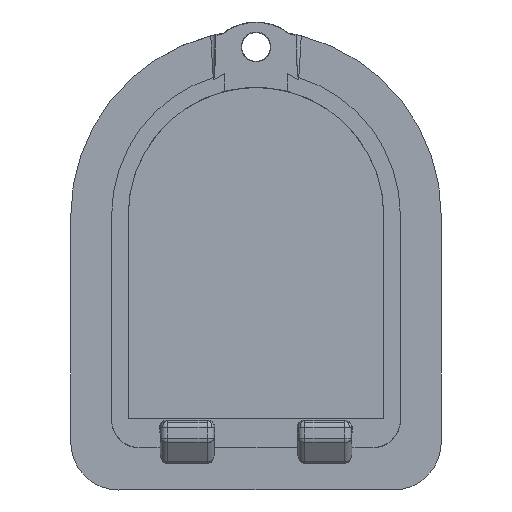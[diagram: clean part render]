
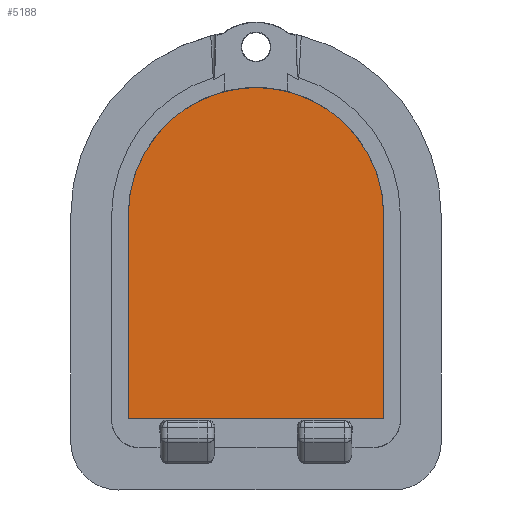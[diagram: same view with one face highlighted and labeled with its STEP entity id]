
A CAD part, top view. The second image highlights one B-rep face of the part: STEP entity #5188.
In plain terms, the highlighted planar face has unit normal (0, 0, 1).
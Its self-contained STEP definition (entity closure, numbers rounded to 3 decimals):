
#70 = DIRECTION ( 'NONE',  ( 1., 0., 0. ) ) ;
#209 = LINE ( 'NONE', #10835, #2959 ) ;
#439 = FACE_OUTER_BOUND ( 'NONE', #11284, .T. ) ;
#554 = DIRECTION ( 'NONE',  ( 1., 0., 0. ) ) ;
#798 = VERTEX_POINT ( 'NONE', #3110 ) ;
#893 = DIRECTION ( 'NONE',  ( 0., 0., 1. ) ) ;
#1413 = DIRECTION ( 'NONE',  ( 0., 0., 1. ) ) ;
#1578 = CARTESIAN_POINT ( 'NONE',  ( 9.109, -15.793, 5.65 ) ) ;
#1699 = ORIENTED_EDGE ( 'NONE', *, *, #5719, .T. ) ;
#1715 = VERTEX_POINT ( 'NONE', #5788 ) ;
#1855 = AXIS2_PLACEMENT_3D ( 'NONE', #6341, #3515, #554 ) ;
#1967 = ORIENTED_EDGE ( 'NONE', *, *, #9765, .T. ) ;
#2006 = CARTESIAN_POINT ( 'NONE',  ( 5., -15.793, 5.65 ) ) ;
#2021 = VERTEX_POINT ( 'NONE', #3007 ) ;
#2175 = LINE ( 'NONE', #8098, #7827 ) ;
#2215 = CIRCLE ( 'NONE', #1855, 0.5 ) ;
#2721 = VERTEX_POINT ( 'NONE', #5217 ) ;
#2842 = LINE ( 'NONE', #2006, #12161 ) ;
#2959 = VECTOR ( 'NONE', #6984, 1000. ) ;
#3007 = CARTESIAN_POINT ( 'NONE',  ( -9.109, -15.793, 5.65 ) ) ;
#3045 = CARTESIAN_POINT ( 'NONE',  ( 0., -15.793, 5.65 ) ) ;
#3110 = CARTESIAN_POINT ( 'NONE',  ( -9.3, 0., 5.65 ) ) ;
#3194 = DIRECTION ( 'NONE',  ( -1., 0., 0. ) ) ;
#3515 = DIRECTION ( 'NONE',  ( 0., 0., 1. ) ) ;
#3964 = VECTOR ( 'NONE', #12072, 1000. ) ;
#3983 = CARTESIAN_POINT ( 'NONE',  ( -8.8, -15.4, 5.65 ) ) ;
#4005 = CARTESIAN_POINT ( 'NONE',  ( -6.98, -15.793, 5.65 ) ) ;
#4115 = EDGE_CURVE ( 'NONE', #798, #2721, #4237, .T. ) ;
#4231 = DIRECTION ( 'NONE',  ( 1., 0., 0. ) ) ;
#4237 = LINE ( 'NONE', #8174, #3964 ) ;
#4465 = ORIENTED_EDGE ( 'NONE', *, *, #6053, .T. ) ;
#4484 = DIRECTION ( 'NONE',  ( 0., 1., 0. ) ) ;
#5188 = ADVANCED_FACE ( 'NONE', ( #439 ), #6049, .T. ) ;
#5207 = VECTOR ( 'NONE', #4484, 1000. ) ;
#5217 = CARTESIAN_POINT ( 'NONE',  ( -9.3, -15.4, 5.65 ) ) ;
#5719 = EDGE_CURVE ( 'NONE', #9023, #1715, #7132, .T. ) ;
#5788 = CARTESIAN_POINT ( 'NONE',  ( 9.3, 0., 5.65 ) ) ;
#6049 = PLANE ( 'NONE',  #8322 ) ;
#6053 = EDGE_CURVE ( 'NONE', #10875, #12296, #209, .T. ) ;
#6284 = CARTESIAN_POINT ( 'NONE',  ( 9.3, 0., 5.65 ) ) ;
#6341 = CARTESIAN_POINT ( 'NONE',  ( 8.8, -15.4, 5.65 ) ) ;
#6369 = AXIS2_PLACEMENT_3D ( 'NONE', #9716, #893, #4231 ) ;
#6370 = EDGE_CURVE ( 'NONE', #7678, #10515, #7946, .T. ) ;
#6594 = ORIENTED_EDGE ( 'NONE', *, *, #4115, .T. ) ;
#6709 = CARTESIAN_POINT ( 'NONE',  ( 2.974, -15.793, 5.65 ) ) ;
#6759 = DIRECTION ( 'NONE',  ( 1., 0., 0. ) ) ;
#6921 = ORIENTED_EDGE ( 'NONE', *, *, #8297, .T. ) ;
#6981 = DIRECTION ( 'NONE',  ( -1., 0., 0. ) ) ;
#6984 = DIRECTION ( 'NONE',  ( 1., 0., 0. ) ) ;
#7132 = LINE ( 'NONE', #6284, #5207 ) ;
#7611 = CIRCLE ( 'NONE', #11280, 0.5 ) ;
#7678 = VERTEX_POINT ( 'NONE', #1578 ) ;
#7827 = VECTOR ( 'NONE', #3194, 1000. ) ;
#7841 = EDGE_CURVE ( 'NONE', #12296, #10515, #2842, .T. ) ;
#7946 = LINE ( 'NONE', #3045, #12190 ) ;
#8003 = CARTESIAN_POINT ( 'NONE',  ( 9.3, -15.4, 5.65 ) ) ;
#8098 = CARTESIAN_POINT ( 'NONE',  ( 0., -15.793, 5.65 ) ) ;
#8174 = CARTESIAN_POINT ( 'NONE',  ( -9.3, 0., 5.65 ) ) ;
#8297 = EDGE_CURVE ( 'NONE', #2721, #2021, #7611, .T. ) ;
#8322 = AXIS2_PLACEMENT_3D ( 'NONE', #9255, #1413, #12270 ) ;
#8355 = EDGE_CURVE ( 'NONE', #1715, #798, #8611, .T. ) ;
#8611 = CIRCLE ( 'NONE', #6369, 9.3 ) ;
#8799 = ORIENTED_EDGE ( 'NONE', *, *, #6370, .F. ) ;
#9023 = VERTEX_POINT ( 'NONE', #8003 ) ;
#9255 = CARTESIAN_POINT ( 'NONE',  ( 0., 0., 5.65 ) ) ;
#9716 = CARTESIAN_POINT ( 'NONE',  ( 0., 0., 5.65 ) ) ;
#9765 = EDGE_CURVE ( 'NONE', #7678, #9023, #2215, .T. ) ;
#10252 = EDGE_CURVE ( 'NONE', #10875, #2021, #2175, .T. ) ;
#10515 = VERTEX_POINT ( 'NONE', #11623 ) ;
#10835 = CARTESIAN_POINT ( 'NONE',  ( -5., -15.793, 5.65 ) ) ;
#10875 = VERTEX_POINT ( 'NONE', #4005 ) ;
#11280 = AXIS2_PLACEMENT_3D ( 'NONE', #3983, #11644, #6759 ) ;
#11284 = EDGE_LOOP ( 'NONE', ( #4465, #12280, #8799, #1967, #1699, #12037, #6594, #6921, #12329 ) ) ;
#11623 = CARTESIAN_POINT ( 'NONE',  ( 6.98, -15.793, 5.65 ) ) ;
#11644 = DIRECTION ( 'NONE',  ( 0., 0., 1. ) ) ;
#12037 = ORIENTED_EDGE ( 'NONE', *, *, #8355, .T. ) ;
#12072 = DIRECTION ( 'NONE',  ( 0., -1., 0. ) ) ;
#12161 = VECTOR ( 'NONE', #70, 1000. ) ;
#12190 = VECTOR ( 'NONE', #6981, 1000. ) ;
#12270 = DIRECTION ( 'NONE',  ( 1., 0., 0. ) ) ;
#12280 = ORIENTED_EDGE ( 'NONE', *, *, #7841, .T. ) ;
#12296 = VERTEX_POINT ( 'NONE', #6709 ) ;
#12329 = ORIENTED_EDGE ( 'NONE', *, *, #10252, .F. ) ;
